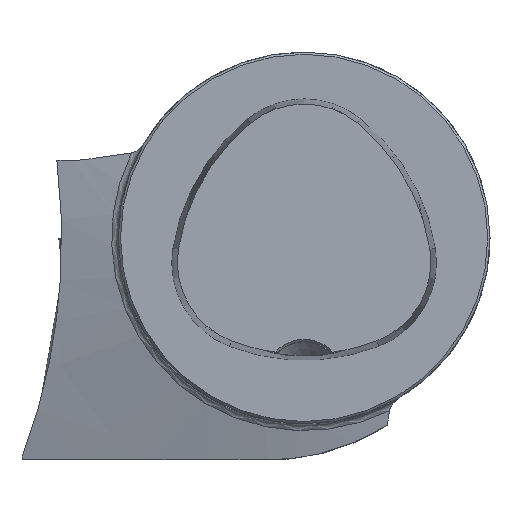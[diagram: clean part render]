
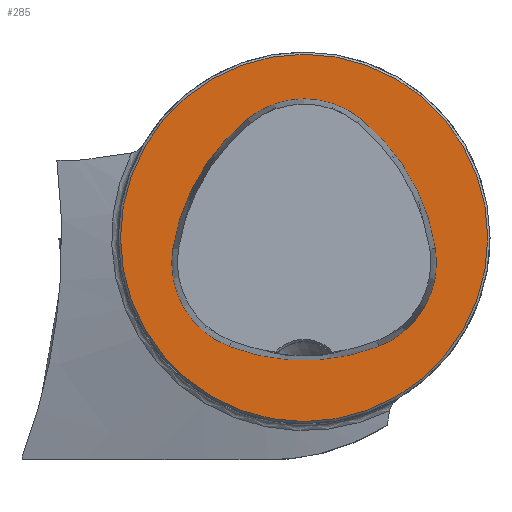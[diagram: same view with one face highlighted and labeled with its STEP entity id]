
A CAD part, top view. The second image highlights one B-rep face of the part: STEP entity #285.
In plain terms, the highlighted planar face has unit normal (0, 0, 1).
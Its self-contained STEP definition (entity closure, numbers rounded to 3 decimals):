
#115=FACE_BOUND('',#492,.T.);
#116=FACE_BOUND('',#493,.T.);
#285=ADVANCED_FACE('CU_E_LO_SU_1',(#115,#116),#360,.T.);
#360=PLANE('',#1699);
#492=EDGE_LOOP('',(#729,#730,#731,#732,#733,#734));
#493=EDGE_LOOP('',(#735));
#572=CIRCLE('',#1690,28.075);
#574=CIRCLE('',#1693,28.075);
#575=CIRCLE('',#1694,12.075);
#576=CIRCLE('',#1695,28.075);
#577=CIRCLE('',#1696,12.075);
#578=CIRCLE('',#1697,12.075);
#579=CIRCLE('',#1698,24.7);
#729=ORIENTED_EDGE('',*,*,#1290,.F.);
#730=ORIENTED_EDGE('',*,*,#1291,.F.);
#731=ORIENTED_EDGE('',*,*,#1292,.F.);
#732=ORIENTED_EDGE('',*,*,#1293,.F.);
#733=ORIENTED_EDGE('',*,*,#1287,.F.);
#734=ORIENTED_EDGE('',*,*,#1294,.F.);
#735=ORIENTED_EDGE('',*,*,#1295,.T.);
#1122=VERTEX_POINT('',#2810);
#1123=VERTEX_POINT('',#2812);
#1125=VERTEX_POINT('',#2818);
#1126=VERTEX_POINT('',#2819);
#1127=VERTEX_POINT('',#2821);
#1128=VERTEX_POINT('',#2823);
#1129=VERTEX_POINT('',#2827);
#1287=EDGE_CURVE('',#1122,#1123,#572,.T.);
#1290=EDGE_CURVE('',#1125,#1126,#574,.T.);
#1291=EDGE_CURVE('',#1127,#1125,#575,.T.);
#1292=EDGE_CURVE('',#1128,#1127,#576,.T.);
#1293=EDGE_CURVE('',#1123,#1128,#577,.T.);
#1294=EDGE_CURVE('',#1126,#1122,#578,.T.);
#1295=EDGE_CURVE('',#1129,#1129,#579,.T.);
#1690=AXIS2_PLACEMENT_3D('',#2811,#1901,#1902);
#1693=AXIS2_PLACEMENT_3D('',#2817,#1908,#1909);
#1694=AXIS2_PLACEMENT_3D('',#2820,#1910,#1911);
#1695=AXIS2_PLACEMENT_3D('',#2822,#1912,#1913);
#1696=AXIS2_PLACEMENT_3D('',#2824,#1914,#1915);
#1697=AXIS2_PLACEMENT_3D('',#2825,#1916,#1917);
#1698=AXIS2_PLACEMENT_3D('',#2826,#1918,#1919);
#1699=AXIS2_PLACEMENT_3D('',#2828,#1920,#1921);
#1901=DIRECTION('',(0.,0.,1.));
#1902=DIRECTION('',(1.,0.,0.));
#1908=DIRECTION('',(0.,0.,1.));
#1909=DIRECTION('',(1.,0.,0.));
#1910=DIRECTION('',(0.,0.,1.));
#1911=DIRECTION('',(1.,0.,0.));
#1912=DIRECTION('',(0.,0.,1.));
#1913=DIRECTION('',(1.,0.,0.));
#1914=DIRECTION('',(0.,0.,1.));
#1915=DIRECTION('',(1.,0.,0.));
#1916=DIRECTION('',(0.,0.,1.));
#1917=DIRECTION('',(1.,0.,0.));
#1918=DIRECTION('',(0.,0.,1.));
#1919=DIRECTION('',(1.,0.,0.));
#1920=DIRECTION('',(0.,0.,1.));
#1921=DIRECTION('',(1.,0.,0.));
#2810=CARTESIAN_POINT('',(-10.05,-14.595,0.));
#2811=CARTESIAN_POINT('',(0.,11.62,0.));
#2812=CARTESIAN_POINT('',(10.05,-14.595,0.));
#2817=CARTESIAN_POINT('',(10.078,-5.807,0.));
#2818=CARTESIAN_POINT('',(-7.606,15.999,0.));
#2819=CARTESIAN_POINT('',(-17.656,-1.443,0.));
#2820=CARTESIAN_POINT('',(0.,6.62,0.));
#2821=CARTESIAN_POINT('',(7.606,15.999,0.));
#2822=CARTESIAN_POINT('',(-10.078,-5.807,0.));
#2823=CARTESIAN_POINT('',(17.656,-1.443,0.));
#2824=CARTESIAN_POINT('',(5.727,-3.32,0.));
#2825=CARTESIAN_POINT('',(-5.727,-3.32,0.));
#2826=CARTESIAN_POINT('',(0.,0.,0.));
#2827=CARTESIAN_POINT('',(24.7,0.,0.));
#2828=CARTESIAN_POINT('',(0.,0.,0.));
